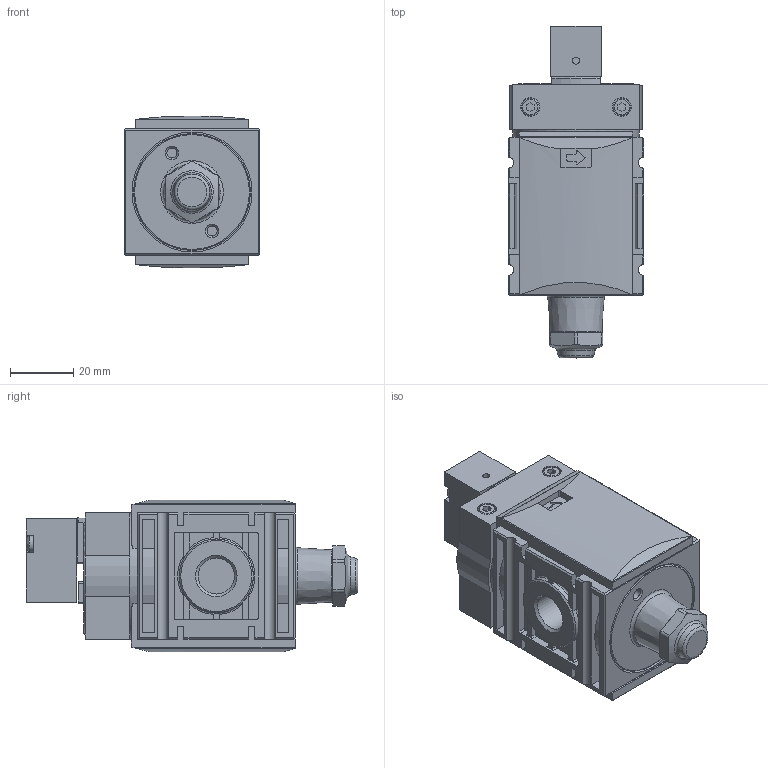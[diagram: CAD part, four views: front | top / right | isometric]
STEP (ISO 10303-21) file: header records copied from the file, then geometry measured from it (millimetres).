
FILE_DESCRIPTION( ( 'STEP AP203' ), ' ' );
FILE_NAME( '94010.CC10.stp', '2017-03-07T07:40:50', ( '' ), ( '' ), ' ', 'PARTsolutions', ' ' );
FILE_SCHEMA( ( 'CONFIG_CONTROL_DESIGN' ) );
Length unit declared in the file: millimetre
Products named in the file (3): 94010.CC10; HI_KREV_04; _pneumatisch betaetigt
Assembly tree (2 placements, depth 2):
  94010.CC10
    HI_KREV_04
    _pneumatisch betaetigt
Bounding box: 43 x 105.2 x 48.15 mm (x, y, z)
Volume: 130221.9 mm3; surface area: 25111.9 mm2
Topology: 2 solids, 2 shells, 525 faces, 1408 edges, 928 vertices
Faces by surface type: plane 296, cylinder 186, torus 27, cone 14, bspline 2
Full cylindrical faces by diameter (mm): 2 x2, 2.2 x4, 2.459 x2, 3 x2, 3.2 x4, 5.3 x2, 5.5 x2, 6 x2, 8.566 x1, 11.445 x2, 23.5 x2, 37 x1, 38 x1, 40 x1
Entity records: 16490 total; most frequent: CARTESIAN_POINT 3225, DIRECTION 2780, ORIENTED_EDGE 2682, EDGE_CURVE 1341, AXIS2_PLACEMENT_3D 977, VERTEX_POINT 916, LINE 826, VECTOR 826
